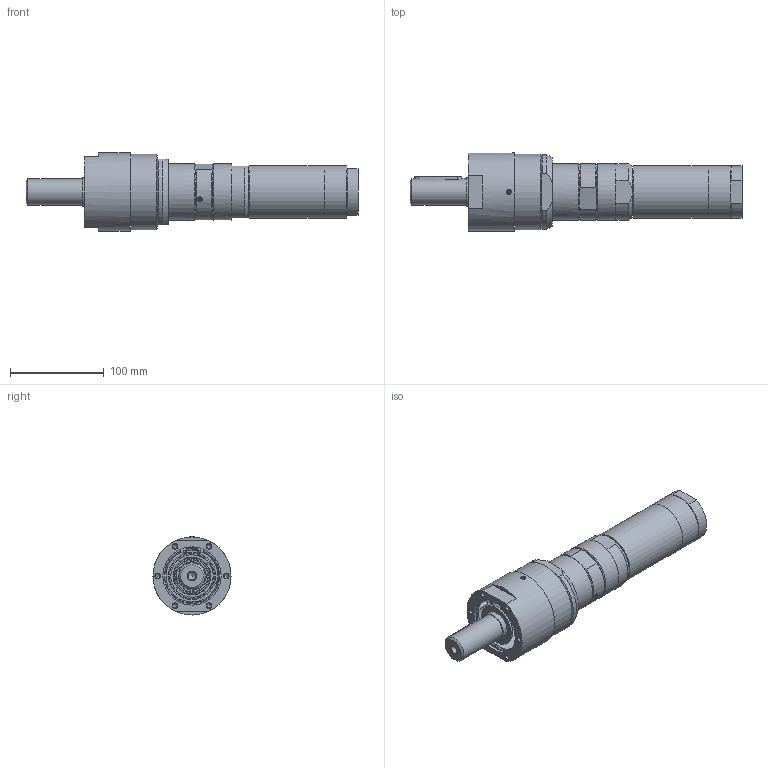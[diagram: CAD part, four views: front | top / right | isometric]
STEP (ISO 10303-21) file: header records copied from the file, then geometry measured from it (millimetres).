
FILE_DESCRIPTION(/* description */ (''),/* implementation_level */ '2;1');
FILE_NAME(/* name */ 'MRD 55-25_60010007.stp',/* time_stamp */ '2018-11-22T17:20:18+01:00',/* author */ ('flambert'),/* organization */ (''),/* preprocessor_version */ 'ST-DEVELOPER v17',/* originating_system */ 'Autodesk Inventor 2018',/* authorisation */ '');
FILE_SCHEMA (('AUTOMOTIVE_DESIGN { 1 0 10303 214 3 1 1 }'));
Length unit declared in the file: millimetre
Products named in the file (1): MRD 55-25_60010007
Bounding box: 353.2 x 83 x 83 mm (x, y, z)
Volume: 1000378.2 mm3; surface area: 99904.4 mm2
Topology: 1 solids, 16 shells, 334 faces, 855 edges, 581 vertices
Faces by surface type: plane 166, cylinder 97, cone 50, torus 10, bspline 7, sphere 4
Full cylindrical faces by diameter (mm): 1.55 x4, 2.5 x2, 3.3 x1, 3.6 x2, 4 x4, 4.917 x6, 5 x2, 5.5 x2, 8.376 x1, 11.445 x1, 14.95 x1, 28 x1, 30 x2, 36.5 x1, 38 x1, 40 x1, 45 x1, 48.178 x1, 56 x2, 60 x2, 62 x2, 65 x1, 67 x1, 67.4 x1, 68.178 x1, 68.376 x1, 70 x1, 80 x1, 83 x1
Entity records: 10959 total; most frequent: CARTESIAN_POINT 2169, DIRECTION 1830, ORIENTED_EDGE 1694, EDGE_CURVE 847, AXIS2_PLACEMENT_3D 717, VERTEX_POINT 581, LINE 396, VECTOR 396
